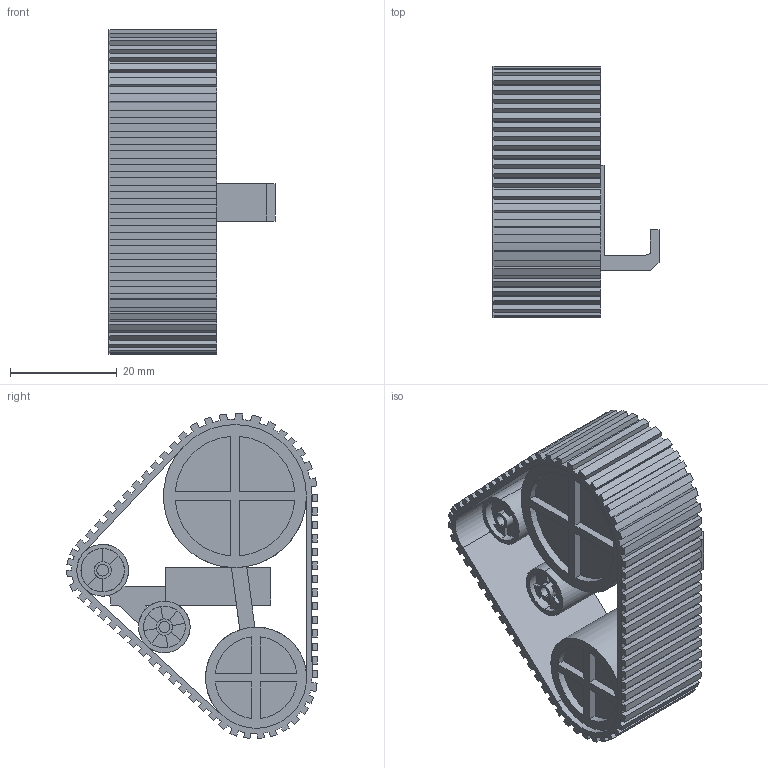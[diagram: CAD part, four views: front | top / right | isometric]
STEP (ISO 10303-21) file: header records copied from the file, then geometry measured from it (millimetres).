
FILE_DESCRIPTION (( 'STEP AP203' ), '1' );
FILE_NAME ('wheel.STEP', '2021-08-03T17:05:52', ( '' ), ( '' ), 'SwSTEP 2.0', 'SolidWorks 2021', '' );
FILE_SCHEMA (( 'CONFIG_CONTROL_DESIGN' ));
Length unit declared in the file: inch
Products named in the file (1): wheel
Bounding box: 31.13 x 47.04 x 60.93 mm (x, y, z)
Volume: 21155.1 mm3; surface area: 14980.2 mm2
Topology: 16 solids, 16 shells, 421 faces, 1120 edges, 740 vertices
Faces by surface type: plane 358, cylinder 63
Entity records: 12991 total; most frequent: CARTESIAN_POINT 2282, ORIENTED_EDGE 2240, DIRECTION 2120, EDGE_CURVE 1120, VECTOR 964, LINE 964, VERTEX_POINT 740, AXIS2_PLACEMENT_3D 578
